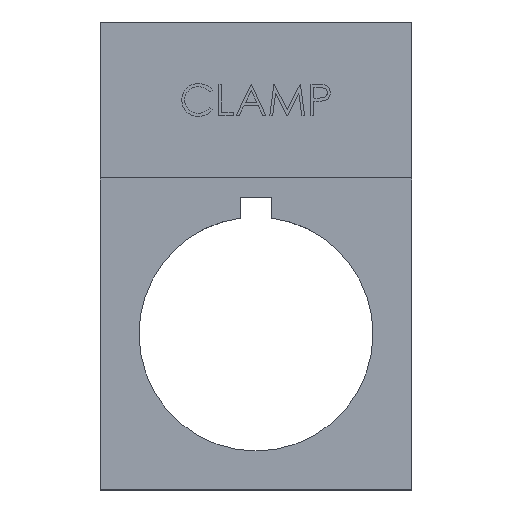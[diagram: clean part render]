
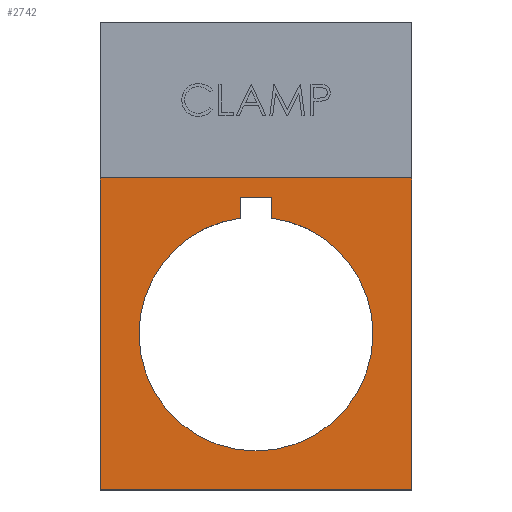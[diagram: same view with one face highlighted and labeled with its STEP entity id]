
A CAD part, top view. The second image highlights one B-rep face of the part: STEP entity #2742.
In plain terms, the highlighted planar face has unit normal (0, 0, 1).
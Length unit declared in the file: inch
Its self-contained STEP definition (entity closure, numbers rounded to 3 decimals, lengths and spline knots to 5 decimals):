
#20 = FACE_OUTER_BOUND ( 'NONE', #1337, .T. ) ;
#32 = VECTOR ( 'NONE', #3108, 39.37008 ) ;
#80 = CARTESIAN_POINT ( 'NONE',  ( 0.44291, 0., 0.01969 ) ) ;
#211 = VERTEX_POINT ( 'NONE', #1103 ) ;
#224 = AXIS2_PLACEMENT_3D ( 'NONE', #3988, #1965, #2673 ) ;
#251 = EDGE_CURVE ( 'NONE', #211, #1088, #4126, .T. ) ;
#272 = EDGE_CURVE ( 'NONE', #4216, #1801, #1603, .T. ) ;
#289 = B_SPLINE_CURVE_WITH_KNOTS ( 'NONE', 3,
 ( #592, #3620, #3949, #4288 ),
 .UNSPECIFIED., .F., .F.,
 ( 4, 4 ),
 ( 0., 1. ),
 .UNSPECIFIED. ) ;
#304 = CARTESIAN_POINT ( 'NONE',  ( 0.05906, 0.5177, 0.01969 ) ) ;
#427 = EDGE_CURVE ( 'NONE', #2656, #4216, #744, .T. ) ;
#475 = VERTEX_POINT ( 'NONE', #1652 ) ;
#592 = CARTESIAN_POINT ( 'NONE',  ( 0.59055, 0.59055, 0.01969 ) ) ;
#602 = EDGE_CURVE ( 'NONE', #2090, #2656, #2845, .T. ) ;
#673 = CARTESIAN_POINT ( 'NONE',  ( 0., 0.29528, 0.01969 ) ) ;
#744 = LINE ( 'NONE', #2016, #844 ) ;
#840 = CARTESIAN_POINT ( 'NONE',  ( -0.59055, 1.1811, 0.01969 ) ) ;
#844 = VECTOR ( 'NONE', #3009, 39.37008 ) ;
#986 = LINE ( 'NONE', #1098, #4166 ) ;
#1027 = ORIENTED_EDGE ( 'NONE', *, *, #1746, .T. ) ;
#1088 = VERTEX_POINT ( 'NONE', #1437 ) ;
#1098 = CARTESIAN_POINT ( 'NONE',  ( -0.59055, -0.59055, 0.01969 ) ) ;
#1103 = CARTESIAN_POINT ( 'NONE',  ( 0.59055, 0.59055, 0.01969 ) ) ;
#1147 = DIRECTION ( 'NONE',  ( 0., 0., -1. ) ) ;
#1149 = ORIENTED_EDGE ( 'NONE', *, *, #1522, .F. ) ;
#1151 = CIRCLE ( 'NONE', #3809, 0.44291 ) ;
#1186 = CIRCLE ( 'NONE', #224, 0.44291 ) ;
#1241 = VERTEX_POINT ( 'NONE', #80 ) ;
#1337 = EDGE_LOOP ( 'NONE', ( #1149, #2700, #3227, #3812 ) ) ;
#1405 = VECTOR ( 'NONE', #3897, 39.37008 ) ;
#1437 = CARTESIAN_POINT ( 'NONE',  ( 0.59055, -0.59055, 0.01969 ) ) ;
#1493 = CIRCLE ( 'NONE', #3444, 0.44291 ) ;
#1494 = DIRECTION ( 'NONE',  ( 1., 0., 0. ) ) ;
#1522 = EDGE_CURVE ( 'NONE', #1088, #3562, #986, .T. ) ;
#1603 = LINE ( 'NONE', #2541, #1405 ) ;
#1637 = CARTESIAN_POINT ( 'NONE',  ( 0., 0., 0.01969 ) ) ;
#1652 = CARTESIAN_POINT ( 'NONE',  ( -0.59055, 0.59055, 0.01969 ) ) ;
#1656 = DIRECTION ( 'NONE',  ( 1., 0., 0. ) ) ;
#1666 = DIRECTION ( 'NONE',  ( 0., 0., 1. ) ) ;
#1746 = EDGE_CURVE ( 'NONE', #1241, #2141, #1186, .T. ) ;
#1771 = VECTOR ( 'NONE', #1876, 39.37008 ) ;
#1801 = VERTEX_POINT ( 'NONE', #3648 ) ;
#1876 = DIRECTION ( 'NONE',  ( 0., -1., 0. ) ) ;
#1961 = ORIENTED_EDGE ( 'NONE', *, *, #2439, .T. ) ;
#1965 = DIRECTION ( 'NONE',  ( 0., 0., -1. ) ) ;
#2016 = CARTESIAN_POINT ( 'NONE',  ( 0.05906, 0.5177, 0.01969 ) ) ;
#2090 = VERTEX_POINT ( 'NONE', #4099 ) ;
#2127 = CARTESIAN_POINT ( 'NONE',  ( -0.59055, -0.59055, 0.01969 ) ) ;
#2141 = VERTEX_POINT ( 'NONE', #3528 ) ;
#2297 = LINE ( 'NONE', #840, #2512 ) ;
#2417 = CARTESIAN_POINT ( 'NONE',  ( -0.05906, 0.5177, 0.01969 ) ) ;
#2439 = EDGE_CURVE ( 'NONE', #2141, #2090, #1493, .T. ) ;
#2512 = VECTOR ( 'NONE', #4169, 39.37008 ) ;
#2541 = CARTESIAN_POINT ( 'NONE',  ( 0.05906, 0.43896, 0.01969 ) ) ;
#2547 = ORIENTED_EDGE ( 'NONE', *, *, #602, .T. ) ;
#2656 = VERTEX_POINT ( 'NONE', #3177 ) ;
#2673 = DIRECTION ( 'NONE',  ( 1., 0., 0. ) ) ;
#2687 = DIRECTION ( 'NONE',  ( 1., 0., 0. ) ) ;
#2700 = ORIENTED_EDGE ( 'NONE', *, *, #251, .F. ) ;
#2721 = PLANE ( 'NONE',  #2966 ) ;
#2736 = DIRECTION ( 'NONE',  ( -1., 0., 0. ) ) ;
#2742 = ADVANCED_FACE ( 'NONE', ( #3404, #20 ), #2721, .T. ) ;
#2770 = ORIENTED_EDGE ( 'NONE', *, *, #272, .T. ) ;
#2845 = LINE ( 'NONE', #2417, #32 ) ;
#2951 = EDGE_LOOP ( 'NONE', ( #3744, #2770, #3085, #1027, #1961, #2547 ) ) ;
#2958 = EDGE_CURVE ( 'NONE', #1801, #1241, #1151, .T. ) ;
#2966 = AXIS2_PLACEMENT_3D ( 'NONE', #673, #1666, #2687 ) ;
#3009 = DIRECTION ( 'NONE',  ( 1., 0., 0. ) ) ;
#3022 = EDGE_CURVE ( 'NONE', #3562, #475, #2297, .T. ) ;
#3085 = ORIENTED_EDGE ( 'NONE', *, *, #2958, .T. ) ;
#3108 = DIRECTION ( 'NONE',  ( 0., 1., 0. ) ) ;
#3177 = CARTESIAN_POINT ( 'NONE',  ( -0.05906, 0.5177, 0.01969 ) ) ;
#3227 = ORIENTED_EDGE ( 'NONE', *, *, #4135, .T. ) ;
#3404 = FACE_BOUND ( 'NONE', #2951, .T. ) ;
#3444 = AXIS2_PLACEMENT_3D ( 'NONE', #1637, #3983, #1656 ) ;
#3528 = CARTESIAN_POINT ( 'NONE',  ( -0.44291, 0., 0.01969 ) ) ;
#3562 = VERTEX_POINT ( 'NONE', #2127 ) ;
#3620 = CARTESIAN_POINT ( 'NONE',  ( 0.19685, 0.59055, 0.01969 ) ) ;
#3648 = CARTESIAN_POINT ( 'NONE',  ( 0.05906, 0.43896, 0.01969 ) ) ;
#3744 = ORIENTED_EDGE ( 'NONE', *, *, #427, .T. ) ;
#3809 = AXIS2_PLACEMENT_3D ( 'NONE', #4184, #1147, #1494 ) ;
#3812 = ORIENTED_EDGE ( 'NONE', *, *, #3022, .F. ) ;
#3897 = DIRECTION ( 'NONE',  ( 0., -1., 0. ) ) ;
#3949 = CARTESIAN_POINT ( 'NONE',  ( -0.19685, 0.59055, 0.01969 ) ) ;
#3983 = DIRECTION ( 'NONE',  ( 0., 0., -1. ) ) ;
#3988 = CARTESIAN_POINT ( 'NONE',  ( 0., 0., 0.01969 ) ) ;
#4099 = CARTESIAN_POINT ( 'NONE',  ( -0.05906, 0.43896, 0.01969 ) ) ;
#4126 = LINE ( 'NONE', #4220, #1771 ) ;
#4135 = EDGE_CURVE ( 'NONE', #211, #475, #289, .T. ) ;
#4166 = VECTOR ( 'NONE', #2736, 39.37008 ) ;
#4169 = DIRECTION ( 'NONE',  ( 0., 1., 0. ) ) ;
#4184 = CARTESIAN_POINT ( 'NONE',  ( 0., 0., 0.01969 ) ) ;
#4216 = VERTEX_POINT ( 'NONE', #304 ) ;
#4220 = CARTESIAN_POINT ( 'NONE',  ( 0.59055, -0.59055, 0.01969 ) ) ;
#4288 = CARTESIAN_POINT ( 'NONE',  ( -0.59055, 0.59055, 0.01969 ) ) ;
